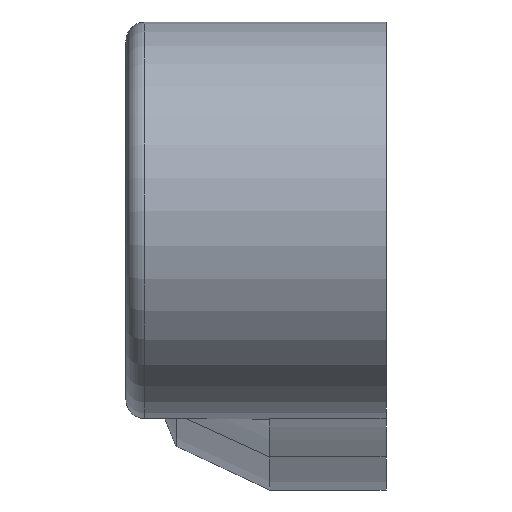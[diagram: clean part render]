
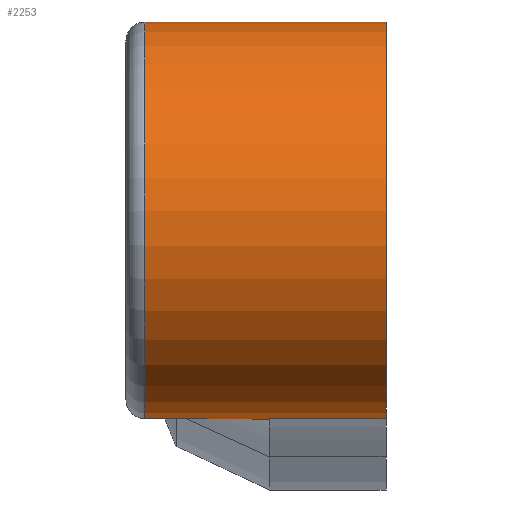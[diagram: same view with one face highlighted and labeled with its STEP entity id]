
A CAD part, left-side view. The second image highlights one B-rep face of the part: STEP entity #2253.
In plain terms, the highlighted cylindrical face has radius 21 mm (diameter 42 mm), a partial arc.
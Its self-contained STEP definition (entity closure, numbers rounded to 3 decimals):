
#284=DIRECTION('',(0.,1.,0.));
#285=VECTOR('',#284,12.3);
#286=CARTESIAN_POINT('',(-46.277,0.,15.896));
#287=LINE('',#286,#285);
#360=CARTESIAN_POINT('',(-46.277,12.3,15.896));
#361=CARTESIAN_POINT('',(-45.982,12.3,15.641));
#362=CARTESIAN_POINT('',(-45.397,12.363,15.109));
#363=CARTESIAN_POINT('',(-44.507,12.701,14.193));
#364=CARTESIAN_POINT('',(-43.735,13.215,13.303));
#365=CARTESIAN_POINT('',(-42.934,14.011,12.262));
#366=CARTESIAN_POINT('',(-42.195,15.054,11.161));
#367=CARTESIAN_POINT('',(-41.499,16.376,9.969));
#368=CARTESIAN_POINT('',(-40.858,18.004,8.677));
#369=CARTESIAN_POINT('',(-40.294,19.914,7.309));
#370=CARTESIAN_POINT('',(-39.97,21.406,6.329));
#371=CARTESIAN_POINT('',(-39.824,22.204,5.825));
#377=CARTESIAN_POINT('',(-60.,25.5,0.));
#378=DIRECTION('',(0.,1.,0.));
#379=DIRECTION('',(-0.068,0.,-0.998));
#380=AXIS2_PLACEMENT_3D('',#377,#378,#379);
#382=CARTESIAN_POINT('',(-60.,25.5,0.));
#383=DIRECTION('',(0.,1.,0.));
#384=DIRECTION('',(0.653,0.,0.757));
#385=AXIS2_PLACEMENT_3D('',#382,#383,#384);
#387=DIRECTION('',(0.,1.,0.));
#388=VECTOR('',#387,12.3);
#389=CARTESIAN_POINT('',(-61.423,0.,-20.952));
#390=LINE('',#389,#388);
#391=CARTESIAN_POINT('',(-60.,25.5,0.));
#392=DIRECTION('',(0.,1.,0.));
#393=DIRECTION('',(0.867,0.,-0.498));
#394=AXIS2_PLACEMENT_3D('',#391,#392,#393);
#569=CARTESIAN_POINT('',(-48.522,22.204,-17.586));
#570=CARTESIAN_POINT('',(-49.072,21.29,-17.945));
#571=CARTESIAN_POINT('',(-50.187,19.602,-18.597));
#572=CARTESIAN_POINT('',(-51.83,17.533,-19.374));
#573=CARTESIAN_POINT('',(-53.544,15.778,-20.009));
#574=CARTESIAN_POINT('',(-55.195,14.438,-20.467));
#575=CARTESIAN_POINT('',(-56.904,13.401,-20.792));
#576=CARTESIAN_POINT('',(-58.44,12.755,-20.962));
#577=CARTESIAN_POINT('',(-60.043,12.363,-21.019));
#578=CARTESIAN_POINT('',(-60.977,12.3,-20.982));
#579=CARTESIAN_POINT('',(-61.423,12.3,-20.952));
#588=CARTESIAN_POINT('',(-41.795,25.5,-10.468));
#589=CARTESIAN_POINT('',(-42.13,25.242,-11.051));
#590=CARTESIAN_POINT('',(-42.853,24.737,-12.179));
#591=CARTESIAN_POINT('',(-44.086,24.021,-13.75));
#592=CARTESIAN_POINT('',(-45.452,23.353,-15.187));
#593=CARTESIAN_POINT('',(-46.933,22.742,-16.478));
#594=CARTESIAN_POINT('',(-47.984,22.376,-17.234));
#595=CARTESIAN_POINT('',(-48.522,22.204,-17.586));
#602=CARTESIAN_POINT('',(-39.824,22.204,5.825));
#603=CARTESIAN_POINT('',(-39.616,22.423,5.105));
#604=CARTESIAN_POINT('',(-39.274,22.894,3.631));
#605=CARTESIAN_POINT('',(-38.999,23.693,1.328));
#606=CARTESIAN_POINT('',(-38.981,24.565,-1.022));
#607=CARTESIAN_POINT('',(-39.146,25.183,-2.597));
#608=CARTESIAN_POINT('',(-39.274,25.5,-3.382));
#744=CARTESIAN_POINT('',(-60.,0.,0.));
#745=DIRECTION('',(0.,1.,0.));
#746=DIRECTION('',(-0.068,0.,-0.998));
#747=AXIS2_PLACEMENT_3D('',#744,#745,#746);
#1667=CARTESIAN_POINT('',(-61.423,0.,-20.952));
#1668=VERTEX_POINT('',#1667);
#1669=CARTESIAN_POINT('',(-46.277,0.,15.896));
#1670=VERTEX_POINT('',#1669);
#1689=CARTESIAN_POINT('',(-61.423,12.3,-20.952));
#1690=VERTEX_POINT('',#1689);
#1691=CARTESIAN_POINT('',(-48.522,22.204,
-17.586));
#1692=VERTEX_POINT('',#1691);
#1694=CARTESIAN_POINT('',(-39.824,22.204,5.825));
#1696=VERTEX_POINT('',#1694);
#1707=CARTESIAN_POINT('',(-46.277,12.3,15.896));
#1708=VERTEX_POINT('',#1707);
#1920=CARTESIAN_POINT('',(-41.795,25.5,-10.468));
#1921=CARTESIAN_POINT('',(-61.423,25.5,-20.952));
#1922=VERTEX_POINT('',#1920);
#1923=VERTEX_POINT('',#1921);
#1924=CARTESIAN_POINT('',(-46.277,25.5,15.896));
#1925=CARTESIAN_POINT('',(-39.274,25.5,-3.382));
#1926=VERTEX_POINT('',#1924);
#1927=VERTEX_POINT('',#1925);
#2228=CARTESIAN_POINT('',(-60.,0.,0.));
#2229=DIRECTION('',(0.,1.,0.));
#2230=DIRECTION('',(1.,0.,0.));
#2231=AXIS2_PLACEMENT_3D('',#2228,#2229,#2230);
#2232=CYLINDRICAL_SURFACE('',#2231,21.);
#2234=ORIENTED_EDGE('',*,*,#2233,.T.);
#2236=ORIENTED_EDGE('',*,*,#2235,.T.);
#2238=ORIENTED_EDGE('',*,*,#2237,.F.);
#2239=ORIENTED_EDGE('',*,*,#2219,.F.);
#2240=ORIENTED_EDGE('',*,*,#2133,.F.);
#2242=ORIENTED_EDGE('',*,*,#2241,.F.);
#2244=ORIENTED_EDGE('',*,*,#2243,.T.);
#2246=ORIENTED_EDGE('',*,*,#2245,.F.);
#2248=ORIENTED_EDGE('',*,*,#2247,.F.);
#2250=ORIENTED_EDGE('',*,*,#2249,.T.);
#2251=EDGE_LOOP('',(#2234,#2236,#2238,#2239,#2240,#2242,#2244,#2246,#2248,
#2250));
#2252=FACE_OUTER_BOUND('',#2251,.F.);
#372=B_SPLINE_CURVE_WITH_KNOTS('',3,(#360,#361,#362,#363,#364,#365,#366,#367,
#368,#369,#370,#371),.UNSPECIFIED.,.F.,.F.,(4,1,1,1,1,1,1,1,1,4),(0.,
0.111,0.222,0.333,0.444,
0.556,0.667,0.778,0.889,1.),
.UNSPECIFIED.);
#381=CIRCLE('',#380,21.);
#386=CIRCLE('',#385,21.);
#395=CIRCLE('',#394,21.);
#580=B_SPLINE_CURVE_WITH_KNOTS('',3,(#569,#570,#571,#572,#573,#574,#575,#576,
#577,#578,#579),.UNSPECIFIED.,.F.,.F.,(4,1,1,1,1,1,1,1,4),(0.,0.125,0.25,
0.375,0.5,0.625,0.75,0.875,1.),.UNSPECIFIED.);
#596=B_SPLINE_CURVE_WITH_KNOTS('',3,(#588,#589,#590,#591,#592,#593,#594,#595),
.UNSPECIFIED.,.F.,.F.,(4,1,1,1,1,4),(0.,0.2,0.4,0.6,0.8,1.),
.UNSPECIFIED.);
#609=B_SPLINE_CURVE_WITH_KNOTS('',3,(#602,#603,#604,#605,#606,#607,#608),
.UNSPECIFIED.,.F.,.F.,(4,1,1,1,4),(0.,0.25,0.5,0.75,1.),
.UNSPECIFIED.);
#748=CIRCLE('',#747,21.);
#2133=EDGE_CURVE('',#1670,#1708,#287,.T.);
#2219=EDGE_CURVE('',#1708,#1696,#372,.T.);
#2233=EDGE_CURVE('',#1923,#1926,#381,.T.);
#2235=EDGE_CURVE('',#1926,#1927,#386,.T.);
#2237=EDGE_CURVE('',#1696,#1927,#609,.T.);
#2241=EDGE_CURVE('',#1668,#1670,#748,.T.);
#2243=EDGE_CURVE('',#1668,#1690,#390,.T.);
#2245=EDGE_CURVE('',#1692,#1690,#580,.T.);
#2247=EDGE_CURVE('',#1922,#1692,#596,.T.);
#2249=EDGE_CURVE('',#1922,#1923,#395,.T.);
#2253=ADVANCED_FACE('',(#2252),#2232,.T.);
